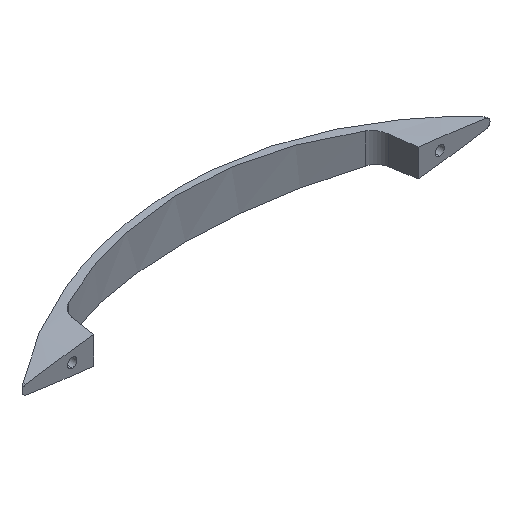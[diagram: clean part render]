
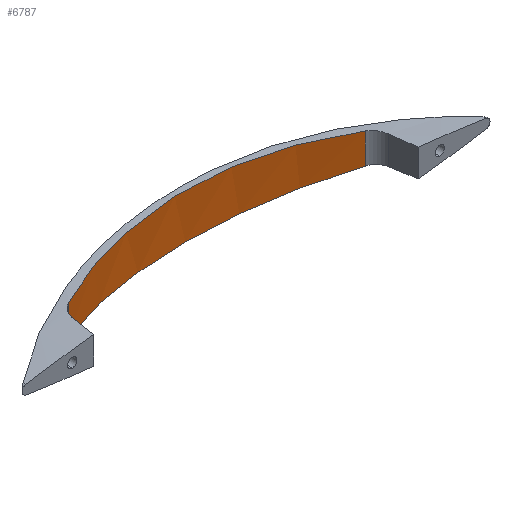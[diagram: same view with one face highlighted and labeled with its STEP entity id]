
A CAD part, isometric view. The second image highlights one B-rep face of the part: STEP entity #6787.
In plain terms, the highlighted cylindrical face has radius 126.881 mm (diameter 253.761 mm), a partial arc.
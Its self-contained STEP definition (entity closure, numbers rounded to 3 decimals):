
#57 = CARTESIAN_POINT ( 'NONE',  ( -30.647, 20.863, 6.955 ) ) ;
#381 = CYLINDRICAL_SURFACE ( 'NONE', #6725, 126.881 ) ;
#721 = VERTEX_POINT ( 'NONE', #5049 ) ;
#947 = CARTESIAN_POINT ( 'NONE',  ( 12.257, 24.012, 7.707 ) ) ;
#1245 = CARTESIAN_POINT ( 'NONE',  ( -7.769, 24.367, -7.793 ) ) ;
#1279 = DIRECTION ( 'NONE',  ( -1., 0., 0. ) ) ;
#1312 = CARTESIAN_POINT ( 'NONE',  ( -51.657, 13.608, -5.29 ) ) ;
#1433 = CARTESIAN_POINT ( 'NONE',  ( -51.657, 13.608, 5.29 ) ) ;
#1896 = CARTESIAN_POINT ( 'NONE',  ( 51.657, 13.608, -5.29 ) ) ;
#2223 = CARTESIAN_POINT ( 'NONE',  ( 51.657, 13.608, 5.29 ) ) ;
#2403 = CARTESIAN_POINT ( 'NONE',  ( -47.582, 15.425, -5.695 ) ) ;
#2584 = CARTESIAN_POINT ( 'NONE',  ( 37.101, 19.075, -6.535 ) ) ;
#2713 = CARTESIAN_POINT ( 'NONE',  ( 4.422, 24.6, -7.85 ) ) ;
#2780 = CARTESIAN_POINT ( 'NONE',  ( 43.44, 17.015, -6.058 ) ) ;
#2994 = ORIENTED_EDGE ( 'NONE', *, *, #9383, .F. ) ;
#3003 = CARTESIAN_POINT ( 'NONE',  ( 17.805, 23.424, 7.565 ) ) ;
#3174 = CARTESIAN_POINT ( 'NONE',  ( -17.779, 23.428, -7.566 ) ) ;
#3549 = CARTESIAN_POINT ( 'NONE',  ( 8.826, 24.369, -7.794 ) ) ;
#3910 = CARTESIAN_POINT ( 'NONE',  ( -21.943, 22.767, 7.407 ) ) ;
#4028 = CARTESIAN_POINT ( 'NONE',  ( -51.657, 13.608, -5.29 ) ) ;
#4090 = CARTESIAN_POINT ( 'NONE',  ( 11.141, 24.115, 7.732 ) ) ;
#4153 = CARTESIAN_POINT ( 'NONE',  ( 43.452, 17.009, 6.057 ) ) ;
#4822 = ORIENTED_EDGE ( 'NONE', *, *, #9126, .T. ) ;
#4869 = CARTESIAN_POINT ( 'NONE',  ( -17.572, 23.455, 7.573 ) ) ;
#5049 = CARTESIAN_POINT ( 'NONE',  ( 51.657, 13.608, 5.29 ) ) ;
#5206 = LINE ( 'NONE', #6371, #5590 ) ;
#5353 = CARTESIAN_POINT ( 'NONE',  ( -12.227, 24.014, -7.708 ) ) ;
#5422 = CARTESIAN_POINT ( 'NONE',  ( -35.052, 19.742, -6.69 ) ) ;
#5532 = VECTOR ( 'NONE', #7096, 1000. ) ;
#5590 = VECTOR ( 'NONE', #9125, 1000. ) ;
#5670 = CARTESIAN_POINT ( 'NONE',  ( 30.663, 20.859, -6.954 ) ) ;
#5694 = EDGE_CURVE ( 'NONE', #12372, #10187, #9893, .T. ) ;
#5896 = CARTESIAN_POINT ( 'NONE',  ( -28.471, 21.384, 7.078 ) ) ;
#6021 = CARTESIAN_POINT ( 'NONE',  ( -4.387, 24.601, 7.85 ) ) ;
#6131 = CARTESIAN_POINT ( 'NONE',  ( -11.111, 24.118, -7.733 ) ) ;
#6371 = CARTESIAN_POINT ( 'NONE',  ( -51.657, 13.608, 12.5 ) ) ;
#6423 = DIRECTION ( 'NONE',  ( 0., 0., -1. ) ) ;
#6631 = CARTESIAN_POINT ( 'NONE',  ( 47.588, 15.422, -5.695 ) ) ;
#6725 = AXIS2_PLACEMENT_3D ( 'NONE', #7129, #6423, #1279 ) ;
#6787 = ADVANCED_FACE ( 'NONE', ( #10087 ), #381, .F. ) ;
#6934 = B_SPLINE_CURVE_WITH_KNOTS ( 'NONE', 3,
 ( #1312, #2403, #8123, #5422, #8063, #10250, #3174, #5353, #6131, #11025, #1245, #10051, #12041, #8184 ),
 .UNSPECIFIED., .F., .F.,
 ( 4, 2, 2, 2, 2, 2, 4 ),
 ( 0., 0.013, 0.026, 0.04, 0.043, 0.046, 0.053 ),
 .UNSPECIFIED. ) ;
#7096 = DIRECTION ( 'NONE',  ( 0., 0., -1. ) ) ;
#7129 = CARTESIAN_POINT ( 'NONE',  ( 0., -102.281, 12.5 ) ) ;
#7259 = ORIENTED_EDGE ( 'NONE', *, *, #10413, .T. ) ;
#7466 = CARTESIAN_POINT ( 'NONE',  ( 21.965, 22.763, -7.406 ) ) ;
#7889 = CARTESIAN_POINT ( 'NONE',  ( 30.81, 20.881, 6.959 ) ) ;
#8009 = CARTESIAN_POINT ( 'NONE',  ( 2.252, 24.599, 7.85 ) ) ;
#8063 = CARTESIAN_POINT ( 'NONE',  ( -30.795, 20.885, -6.96 ) ) ;
#8075 = CARTESIAN_POINT ( 'NONE',  ( 8.915, 24.291, 7.775 ) ) ;
#8123 = CARTESIAN_POINT ( 'NONE',  ( -43.446, 17.012, -6.058 ) ) ;
#8184 = CARTESIAN_POINT ( 'NONE',  ( 0., 24.6, -7.85 ) ) ;
#8283 = VERTEX_POINT ( 'NONE', #1433 ) ;
#8623 = CARTESIAN_POINT ( 'NONE',  ( 0., 24.6, -7.85 ) ) ;
#8788 = CARTESIAN_POINT ( 'NONE',  ( -37.09, 19.078, 6.536 ) ) ;
#8848 = CARTESIAN_POINT ( 'NONE',  ( 47.585, 15.423, 5.695 ) ) ;
#8967 = CARTESIAN_POINT ( 'NONE',  ( -47.585, 15.423, 5.695 ) ) ;
#9125 = DIRECTION ( 'NONE',  ( 0., 0., -1. ) ) ;
#9126 = EDGE_CURVE ( 'NONE', #721, #8283, #9563, .T. ) ;
#9174 = ORIENTED_EDGE ( 'NONE', *, *, #9436, .T. ) ;
#9187 = VERTEX_POINT ( 'NONE', #4028 ) ;
#9335 = LINE ( 'NONE', #10118, #5532 ) ;
#9383 = EDGE_CURVE ( 'NONE', #721, #10187, #9335, .T. ) ;
#9436 = EDGE_CURVE ( 'NONE', #9187, #12372, #6934, .T. ) ;
#9563 = B_SPLINE_CURVE_WITH_KNOTS ( 'NONE', 3,
 ( #2223, #8848, #4153, #11932, #7889, #9751, #3003, #947, #4090, #8075, #11039, #10853, #8009, #6021, #11750, #4869, #3910, #5896, #57, #10914, #8788, #10977, #8967, #11869 ),
 .UNSPECIFIED., .F., .F.,
 ( 4, 2, 2, 2, 2, 2, 2, 2, 2, 2, 2, 4 ),
 ( 0., 0.013, 0.026, 0.04, 0.043, 0.046, 0.053, 0.066, 0.079, 0.086, 0.093, 0.106 ),
 .UNSPECIFIED. ) ;
#9751 = CARTESIAN_POINT ( 'NONE',  ( 22.181, 22.724, 7.397 ) ) ;
#9893 = B_SPLINE_CURVE_WITH_KNOTS ( 'NONE', 3,
 ( #8623, #2713, #3549, #11458, #7466, #12416, #5670, #11331, #2584, #2780, #6631, #11585 ),
 .UNSPECIFIED., .F., .F.,
 ( 4, 2, 2, 2, 2, 4 ),
 ( 0.053, 0.066, 0.079, 0.086, 0.093, 0.106 ),
 .UNSPECIFIED. ) ;
#10051 = CARTESIAN_POINT ( 'NONE',  ( -4.433, 24.542, -7.836 ) ) ;
#10087 = FACE_OUTER_BOUND ( 'NONE', #12539, .T. ) ;
#10118 = CARTESIAN_POINT ( 'NONE',  ( 51.657, 13.608, 12.5 ) ) ;
#10187 = VERTEX_POINT ( 'NONE', #1896 ) ;
#10225 = CARTESIAN_POINT ( 'NONE',  ( 0., 24.6, -7.85 ) ) ;
#10250 = CARTESIAN_POINT ( 'NONE',  ( -22.158, 22.728, -7.398 ) ) ;
#10413 = EDGE_CURVE ( 'NONE', #8283, #9187, #5206, .T. ) ;
#10853 = CARTESIAN_POINT ( 'NONE',  ( 4.469, 24.541, 7.836 ) ) ;
#10914 = CARTESIAN_POINT ( 'NONE',  ( -34.956, 19.71, 6.684 ) ) ;
#10977 = CARTESIAN_POINT ( 'NONE',  ( -43.434, 17.017, 6.059 ) ) ;
#11025 = CARTESIAN_POINT ( 'NONE',  ( -8.882, 24.294, -7.776 ) ) ;
#11039 = CARTESIAN_POINT ( 'NONE',  ( 7.802, 24.365, 7.793 ) ) ;
#11331 = CARTESIAN_POINT ( 'NONE',  ( 34.968, 19.707, -6.683 ) ) ;
#11377 = ORIENTED_EDGE ( 'NONE', *, *, #5694, .T. ) ;
#11458 = CARTESIAN_POINT ( 'NONE',  ( 17.598, 23.451, -7.572 ) ) ;
#11585 = CARTESIAN_POINT ( 'NONE',  ( 51.657, 13.608, -5.29 ) ) ;
#11750 = CARTESIAN_POINT ( 'NONE',  ( -8.794, 24.372, 7.794 ) ) ;
#11869 = CARTESIAN_POINT ( 'NONE',  ( -51.657, 13.608, 5.29 ) ) ;
#11932 = CARTESIAN_POINT ( 'NONE',  ( 35.065, 19.738, 6.689 ) ) ;
#12041 = CARTESIAN_POINT ( 'NONE',  ( -2.214, 24.6, -7.85 ) ) ;
#12372 = VERTEX_POINT ( 'NONE', #10225 ) ;
#12416 = CARTESIAN_POINT ( 'NONE',  ( 28.488, 21.38, -7.077 ) ) ;
#12539 = EDGE_LOOP ( 'NONE', ( #2994, #4822, #7259, #9174, #11377 ) ) ;
